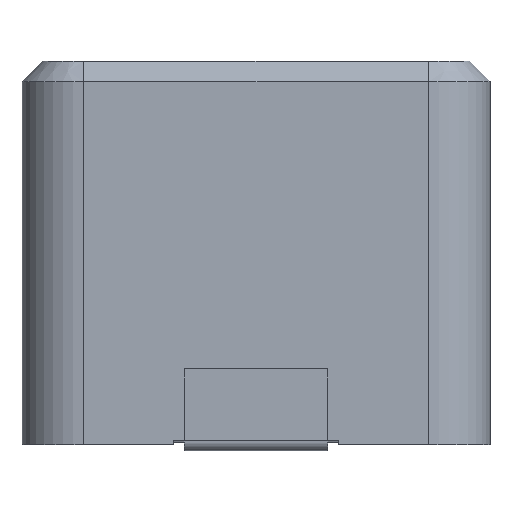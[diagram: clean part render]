
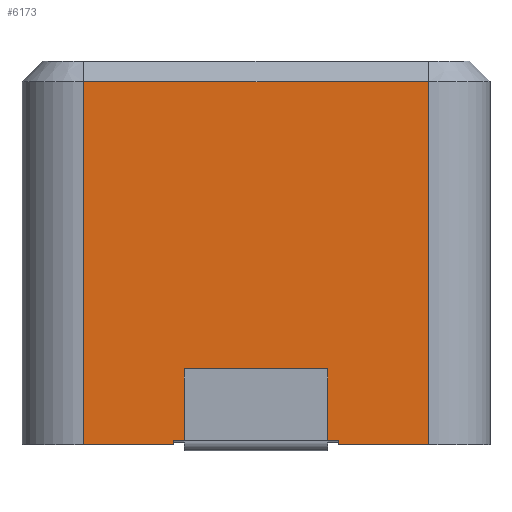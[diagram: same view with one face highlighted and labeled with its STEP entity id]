
A CAD part, left-side view. The second image highlights one B-rep face of the part: STEP entity #6173.
In plain terms, the highlighted planar face has unit normal (-1, 0, 0).
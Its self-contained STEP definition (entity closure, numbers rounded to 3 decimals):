
#668=ORIENTED_EDGE('',*,*,#1785,.T.);
#669=ORIENTED_EDGE('',*,*,#1786,.T.);
#670=ORIENTED_EDGE('',*,*,#1716,.T.);
#671=ORIENTED_EDGE('',*,*,#1672,.F.);
#672=ORIENTED_EDGE('',*,*,#1659,.T.);
#673=ORIENTED_EDGE('',*,*,#1781,.T.);
#674=ORIENTED_EDGE('',*,*,#1787,.T.);
#675=ORIENTED_EDGE('',*,*,#1788,.T.);
#1659=EDGE_CURVE('',#2238,#2241,#2669,.T.);
#1672=EDGE_CURVE('',#2238,#2249,#2678,.T.);
#1716=EDGE_CURVE('',#2283,#2249,#2713,.T.);
#1781=EDGE_CURVE('',#2241,#2335,#2767,.T.);
#1785=EDGE_CURVE('',#2337,#2338,#2770,.T.);
#1786=EDGE_CURVE('',#2338,#2283,#2771,.T.);
#1787=EDGE_CURVE('',#2335,#2339,#2772,.T.);
#1788=EDGE_CURVE('',#2339,#2337,#2773,.T.);
#2238=VERTEX_POINT('',#8313);
#2241=VERTEX_POINT('',#8318);
#2249=VERTEX_POINT('',#8345);
#2283=VERTEX_POINT('',#8608);
#2335=VERTEX_POINT('',#8855);
#2337=VERTEX_POINT('',#8863);
#2338=VERTEX_POINT('',#8864);
#2339=VERTEX_POINT('',#8867);
#2669=LINE('',#8319,#3179);
#2678=LINE('',#8344,#3188);
#2713=LINE('',#8607,#3223);
#2767=LINE('',#8854,#3277);
#2770=LINE('',#8862,#3280);
#2771=LINE('',#8865,#3281);
#2772=LINE('',#8866,#3282);
#2773=LINE('',#8868,#3283);
#3179=VECTOR('',#7019,1000.);
#3188=VECTOR('',#7046,1000.);
#3223=VECTOR('',#7105,1000.);
#3277=VECTOR('',#7183,1000.);
#3280=VECTOR('',#7192,1000.);
#3281=VECTOR('',#7193,1000.);
#3282=VECTOR('',#7194,1000.);
#3283=VECTOR('',#7195,1000.);
#3641=EDGE_LOOP('',(#668,#669,#670,#671,#672,#673,#674,#675));
#3941=FACE_BOUND('',#3641,.T.);
#4193=PLANE('',#6474);
#6173=ADVANCED_FACE('',(#3941),#4193,.F.);
#6474=AXIS2_PLACEMENT_3D('',#8861,#7190,#7191);
#7019=DIRECTION('',(0.,1.,0.));
#7046=DIRECTION('',(0.,0.,-1.));
#7105=DIRECTION('',(0.,-1.,0.));
#7183=DIRECTION('',(0.,0.,-1.));
#7190=DIRECTION('',(1.,0.,0.));
#7191=DIRECTION('',(0.,0.,-1.));
#7192=DIRECTION('',(0.,-1.,0.));
#7193=DIRECTION('',(0.,0.,-1.));
#7194=DIRECTION('',(0.,-1.,0.));
#7195=DIRECTION('',(0.,0.,1.));
#8313=CARTESIAN_POINT('',(-5.7,-4.2,8.85));
#8318=CARTESIAN_POINT('',(-5.7,4.2,8.85));
#8319=CARTESIAN_POINT('',(-5.7,4.2,8.85));
#8344=CARTESIAN_POINT('',(-5.7,-4.2,9.35));
#8345=CARTESIAN_POINT('',(-5.7,-4.2,0.));
#8607=CARTESIAN_POINT('',(-5.7,5.7,0.));
#8608=CARTESIAN_POINT('',(-5.7,-2.,0.));
#8854=CARTESIAN_POINT('',(-5.7,4.2,9.35));
#8855=CARTESIAN_POINT('',(-5.7,4.2,0.));
#8861=CARTESIAN_POINT('',(-5.7,5.7,9.35));
#8862=CARTESIAN_POINT('',(-5.7,5.7,0.1));
#8863=CARTESIAN_POINT('',(-5.7,2.,0.1));
#8864=CARTESIAN_POINT('',(-5.7,-2.,0.1));
#8865=CARTESIAN_POINT('',(-5.7,-2.,9.35));
#8866=CARTESIAN_POINT('',(-5.7,5.7,0.));
#8867=CARTESIAN_POINT('',(-5.7,2.,0.));
#8868=CARTESIAN_POINT('',(-5.7,2.,9.35));
